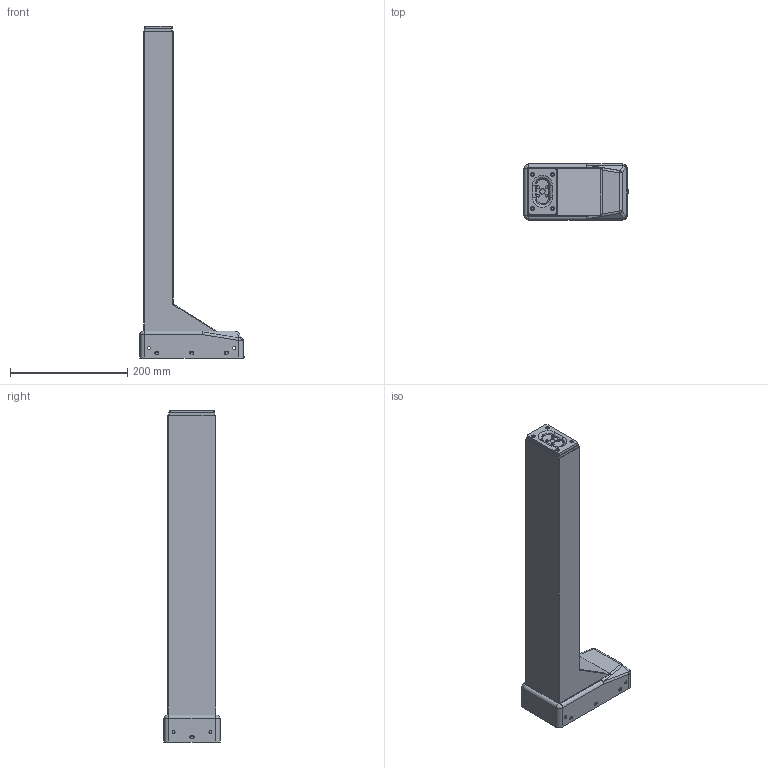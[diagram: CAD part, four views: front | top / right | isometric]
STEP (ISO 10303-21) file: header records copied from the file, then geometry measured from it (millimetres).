
FILE_DESCRIPTION(('FreeCAD Model'),'2;1');
FILE_NAME('Column Lift-650.step','2017-05-18T13:43:17',('Technical Support'),( 'Firgelli Automations Inc'),'Open CASCADE STEP processor 6.8', 'FreeCAD','Unknown');
FILE_SCHEMA(('AUTOMOTIVE_DESIGN_CC2 { 1 2 10303 214 -1 1 5 4 }'));
Products named in the file (1): FA-SCL-650
Bounding box: 177.5 x 95.5 x 566 mm (x, y, z)
Volume: 2368524.8 mm3; surface area: 250622 mm2
Topology: 1 solids, 1 shells, 882 faces, 2403 edges, 1532 vertices
Faces by surface type: cylinder 394, plane 292, torus 144, bspline 30, sphere 14, cone 8
Entity records: 141756 total; most frequent: CARTESIAN_POINT 93095, DIRECTION 6554, ORIENTED_EDGE 4780, PCURVE 4780, DEFINITIONAL_REPRESENTATION 4780, B_SPLINE_CURVE_WITH_KNOTS 3072, LINE 2596, VECTOR 2596
